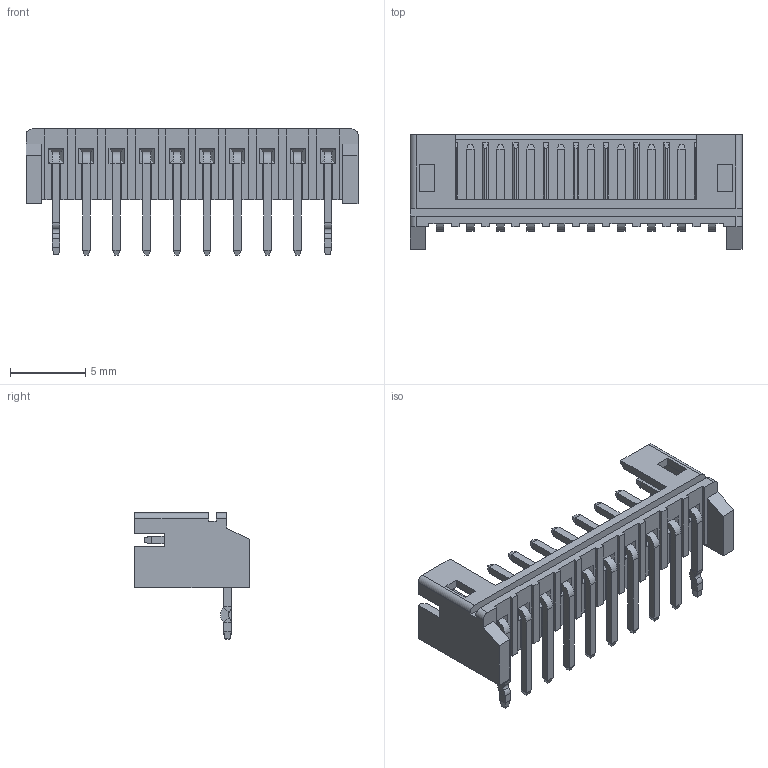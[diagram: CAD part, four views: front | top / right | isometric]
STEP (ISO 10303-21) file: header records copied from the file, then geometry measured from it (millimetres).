
FILE_DESCRIPTION( ('This file contains a STEP AP42 implementation' ,'as created by ZW3D STEP Interface translator.') ,'2;1' );
FILE_NAME( 'WF2001-WRXXXXX01.stp' ,'23 418.162148', (''), ('ZWCAD Software Co.'), 'Version 1.0', 'ZW3D to STEP translator', '' );
FILE_SCHEMA(('AUTOMOTIVE_DESIGN { 1 0 10303 214 1 1 1 1 }'));
Length unit declared in the file: millimetre
Products named in the file (2): 0; WF2001-WRXXXXX01
Bounding box: 22 x 7.6 x 8.36 mm (x, y, z)
Volume: 248.5 mm3; surface area: 932.7 mm2
Topology: 1 solids, 1 shells, 474 faces, 1202 edges, 740 vertices
Faces by surface type: plane 448, cylinder 26
Entity records: 14305 total; most frequent: CARTESIAN_POINT 2417, ORIENTED_EDGE 2404, DIRECTION 2224, EDGE_CURVE 1202, VECTOR 1130, LINE 1130, VERTEX_POINT 740, AXIS2_PLACEMENT_3D 547
